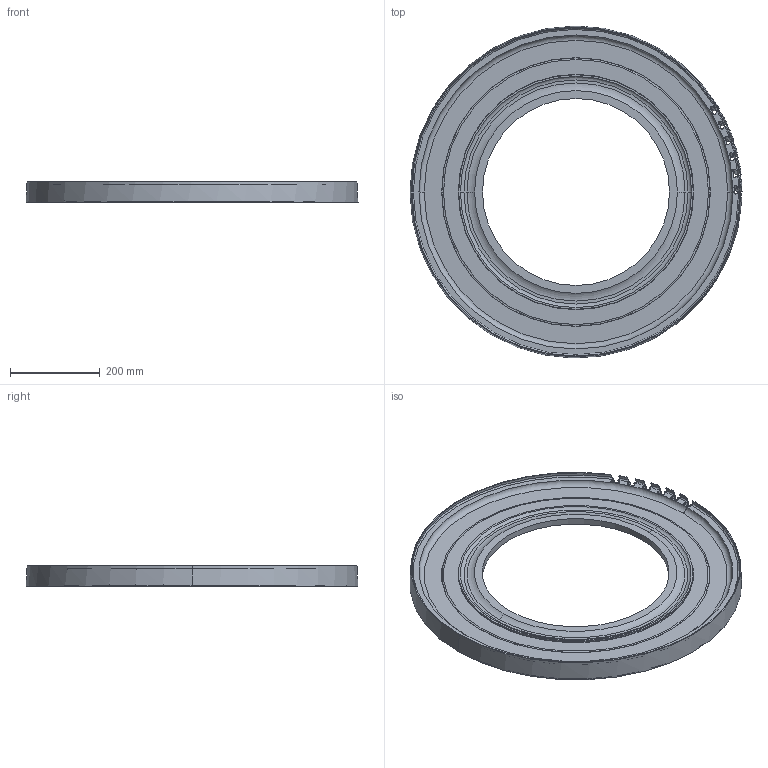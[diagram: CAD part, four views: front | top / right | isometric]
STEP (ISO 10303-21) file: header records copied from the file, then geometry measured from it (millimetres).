
FILE_DESCRIPTION(('produced by SPATIAL CORP'),'2;1');
FILE_NAME( 'rotor6.hh.sat.stp','2002-04-22T10:00:54+00:00',('SPATIAL CORP'),('SPATIAL CORP'), 'ACIS STEP Husk','http://www.spatial.com','SPATIAL CORP');
FILE_SCHEMA(('CONFIG_CONTROL_DESIGN'));
Length unit declared in the file: millimetre
Products named in the file (1): PRODUCT_ID_1
Bounding box: 740.94 x 740.83 x 45.28 mm (x, y, z)
Volume: 2654759.1 mm3; surface area: 871222.7 mm2
Topology: 1 solids, 1 shells, 217 faces, 593 edges, 389 vertices
Faces by surface type: bspline 96, plane 43, torus 40, cone 21, cylinder 17
Entity records: 16757 total; most frequent: CARTESIAN_POINT 12397, ORIENTED_EDGE 1186, EDGE_CURVE 593, DIRECTION 442, B_SPLINE_CURVE_WITH_KNOTS 423, VERTEX_POINT 389, EDGE_LOOP 230, FACE_BOUND 230
